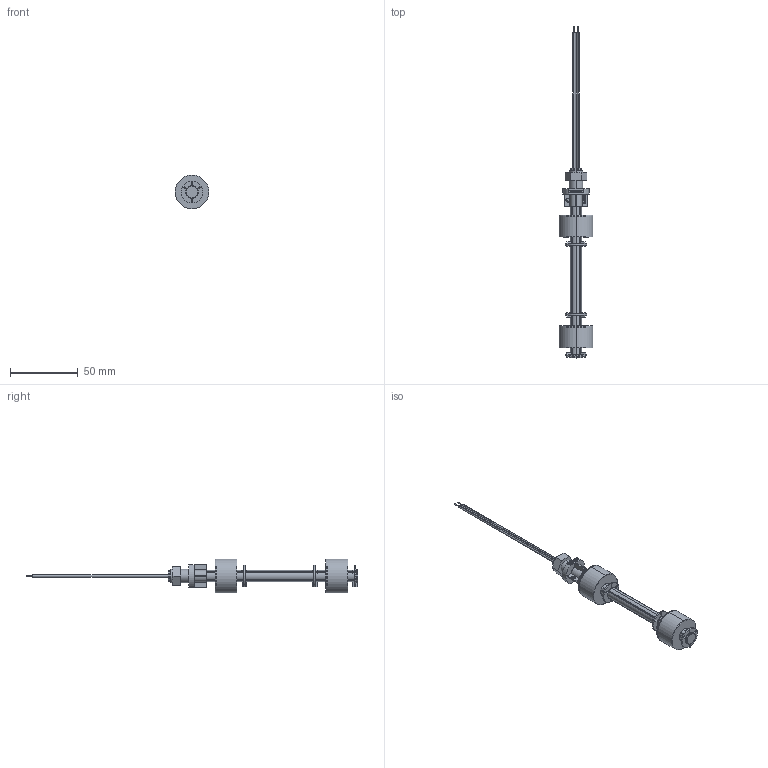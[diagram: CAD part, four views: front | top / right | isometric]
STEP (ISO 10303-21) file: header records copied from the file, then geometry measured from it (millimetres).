
FILE_DESCRIPTION (( 'STEP AP214' ), '1' );
FILE_NAME ('P006AC-600.STEP', '2020-02-03T12:06:46', ( '' ), ( '' ), 'SwSTEP 2.0', 'SolidWorks 2019', '' );
FILE_SCHEMA (( 'AUTOMOTIVE_DESIGN' ));
Length unit declared in the file: millimetre
Products named in the file (1): P006AC-600
Bounding box: 25 x 245 x 25 mm (x, y, z)
Surface area: 13156.6 mm2 (no closed solid volume)
Topology: 0 solids, 29 shells, 282 faces, 1349 edges, 1070 vertices
Faces by surface type: plane 171, cylinder 77, torus 23, cone 8, bspline 3
Entity records: 17594 total; most frequent: CARTESIAN_POINT 4098, DIRECTION 2046, ORIENTED_EDGE 1828, EDGE_CURVE 1349, VERTEX_POINT 1070, VECTOR 978, LINE 978, AXIS2_PLACEMENT_3D 534
